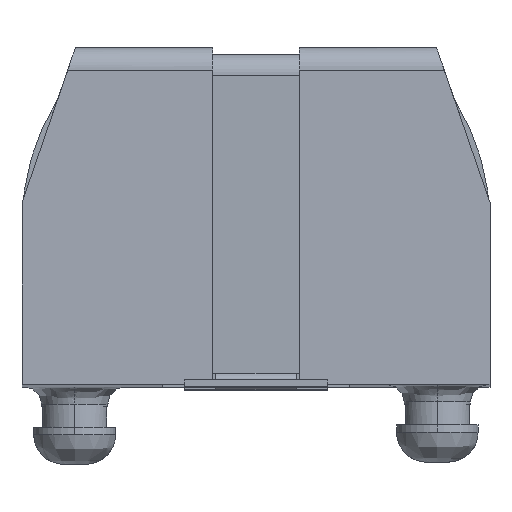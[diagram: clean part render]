
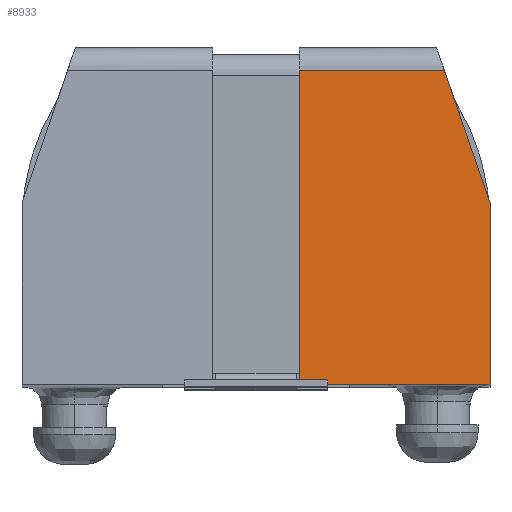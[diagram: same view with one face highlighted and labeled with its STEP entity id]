
A CAD part, top view. The second image highlights one B-rep face of the part: STEP entity #8933.
In plain terms, the highlighted planar face has unit normal (0, 0.018, 1).
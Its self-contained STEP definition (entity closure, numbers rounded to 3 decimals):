
#4341 = PLANE('',#4342);
#4342 = AXIS2_PLACEMENT_3D('',#4343,#4344,#4345);
#4343 = CARTESIAN_POINT('',(0.,0.,0.));
#4344 = DIRECTION('',(0.,1.,0.));
#4345 = DIRECTION('',(0.,-0.,1.));
#6821 = PLANE('',#6822);
#6822 = AXIS2_PLACEMENT_3D('',#6823,#6824,#6825);
#6823 = CARTESIAN_POINT('',(10.325,14.859,38.527));
#6824 = DIRECTION('',(-1.,0.,0.));
#6825 = DIRECTION('',(0.,0.,1.));
#6918 = VERTEX_POINT('',#6919);
#6919 = CARTESIAN_POINT('',(10.325,0.,38.527));
#6940 = EDGE_CURVE('',#6941,#6918,#6943,.T.);
#6941 = VERTEX_POINT('',#6942);
#6942 = CARTESIAN_POINT('',(1.905,0.,38.527));
#6943 = SURFACE_CURVE('',#6944,(#6948,#6955),.PCURVE_S1.);
#6944 = LINE('',#6945,#6946);
#6945 = CARTESIAN_POINT('',(0.,0.,38.527));
#6946 = VECTOR('',#6947,1.);
#6947 = DIRECTION('',(1.,0.,-0.));
#6948 = PCURVE('',#4341,#6949);
#6949 = DEFINITIONAL_REPRESENTATION('',(#6950),#6954);
#6950 = LINE('',#6951,#6952);
#6951 = CARTESIAN_POINT('',(38.527,0.));
#6952 = VECTOR('',#6953,1.);
#6953 = DIRECTION('',(0.,1.));
#6954 = ( GEOMETRIC_REPRESENTATION_CONTEXT(2) 
PARAMETRIC_REPRESENTATION_CONTEXT() REPRESENTATION_CONTEXT('2D SPACE',''
  ) );
#6955 = PCURVE('',#6956,#6961);
#6956 = PLANE('',#6957);
#6957 = AXIS2_PLACEMENT_3D('',#6958,#6959,#6960);
#6958 = CARTESIAN_POINT('',(114.338,0.,38.527));
#6959 = DIRECTION('',(-0.,0.017,1.));
#6960 = DIRECTION('',(0.,-1.,0.017));
#6961 = DEFINITIONAL_REPRESENTATION('',(#6962),#6966);
#6962 = LINE('',#6963,#6964);
#6963 = CARTESIAN_POINT('',(0.,-114.338));
#6964 = VECTOR('',#6965,1.);
#6965 = DIRECTION('',(0.,1.));
#6966 = ( GEOMETRIC_REPRESENTATION_CONTEXT(2) 
PARAMETRIC_REPRESENTATION_CONTEXT() REPRESENTATION_CONTEXT('2D SPACE',''
  ) );
#6984 = PLANE('',#6985);
#6985 = AXIS2_PLACEMENT_3D('',#6986,#6987,#6988);
#6986 = CARTESIAN_POINT('',(1.905,14.859,35.636));
#6987 = DIRECTION('',(1.,-0.,0.));
#6988 = DIRECTION('',(0.,0.,-1.));
#8814 = VERTEX_POINT('',#8815);
#8815 = CARTESIAN_POINT('',(10.325,8.001,38.387));
#8829 = PLANE('',#8830);
#8830 = AXIS2_PLACEMENT_3D('',#8831,#8832,#8833);
#8831 = CARTESIAN_POINT('',(13.08,0.,
    144.485));
#8832 = DIRECTION('',(-0.946,-0.326,0.));
#8833 = DIRECTION('',(0.326,-0.946,0.));
#8841 = EDGE_CURVE('',#6918,#8814,#8842,.T.);
#8842 = SURFACE_CURVE('',#8843,(#8847,#8854),.PCURVE_S1.);
#8843 = LINE('',#8844,#8845);
#8844 = CARTESIAN_POINT('',(10.325,0.,38.527));
#8845 = VECTOR('',#8846,1.);
#8846 = DIRECTION('',(0.,1.,-0.017));
#8847 = PCURVE('',#6821,#8848);
#8848 = DEFINITIONAL_REPRESENTATION('',(#8849),#8853);
#8849 = LINE('',#8850,#8851);
#8850 = CARTESIAN_POINT('',(0.,-14.859));
#8851 = VECTOR('',#8852,1.);
#8852 = DIRECTION('',(-0.017,1.));
#8853 = ( GEOMETRIC_REPRESENTATION_CONTEXT(2) 
PARAMETRIC_REPRESENTATION_CONTEXT() REPRESENTATION_CONTEXT('2D SPACE',''
  ) );
#8854 = PCURVE('',#6956,#8855);
#8855 = DEFINITIONAL_REPRESENTATION('',(#8856),#8860);
#8856 = LINE('',#8857,#8858);
#8857 = CARTESIAN_POINT('',(0.,-104.013));
#8858 = VECTOR('',#8859,1.);
#8859 = DIRECTION('',(-1.,0.));
#8860 = ( GEOMETRIC_REPRESENTATION_CONTEXT(2) 
PARAMETRIC_REPRESENTATION_CONTEXT() REPRESENTATION_CONTEXT('2D SPACE',''
  ) );
#8933 = ADVANCED_FACE('',(#8934),#6956,.T.);
#8934 = FACE_BOUND('',#8935,.T.);
#8935 = EDGE_LOOP('',(#8936,#8937,#8938,#8961,#8989));
#8936 = ORIENTED_EDGE('',*,*,#6940,.T.);
#8937 = ORIENTED_EDGE('',*,*,#8841,.T.);
#8938 = ORIENTED_EDGE('',*,*,#8939,.T.);
#8939 = EDGE_CURVE('',#8814,#8940,#8942,.T.);
#8940 = VERTEX_POINT('',#8941);
#8941 = CARTESIAN_POINT('',(8.307,13.861,38.285
    ));
#8942 = SURFACE_CURVE('',#8943,(#8947,#8954),.PCURVE_S1.);
#8943 = LINE('',#8944,#8945);
#8944 = CARTESIAN_POINT('',(10.325,8.001,38.387));
#8945 = VECTOR('',#8946,1.);
#8946 = DIRECTION('',(-0.326,0.945,-0.017
    ));
#8947 = PCURVE('',#6956,#8948);
#8948 = DEFINITIONAL_REPRESENTATION('',(#8949),#8953);
#8949 = LINE('',#8950,#8951);
#8950 = CARTESIAN_POINT('',(-8.002,-104.013));
#8951 = VECTOR('',#8952,1.);
#8952 = DIRECTION('',(-0.946,-0.326));
#8953 = ( GEOMETRIC_REPRESENTATION_CONTEXT(2) 
PARAMETRIC_REPRESENTATION_CONTEXT() REPRESENTATION_CONTEXT('2D SPACE',''
  ) );
#8954 = PCURVE('',#8829,#8955);
#8955 = DEFINITIONAL_REPRESENTATION('',(#8956),#8960);
#8956 = LINE('',#8957,#8958);
#8957 = CARTESIAN_POINT('',(-8.462,-106.097));
#8958 = VECTOR('',#8959,1.);
#8959 = DIRECTION('',(-1.,-0.017));
#8960 = ( GEOMETRIC_REPRESENTATION_CONTEXT(2) 
PARAMETRIC_REPRESENTATION_CONTEXT() REPRESENTATION_CONTEXT('2D SPACE',''
  ) );
#8961 = ORIENTED_EDGE('',*,*,#8962,.T.);
#8962 = EDGE_CURVE('',#8940,#8963,#8965,.T.);
#8963 = VERTEX_POINT('',#8964);
#8964 = CARTESIAN_POINT('',(1.905,13.861,38.285));
#8965 = SURFACE_CURVE('',#8966,(#8970,#8977),.PCURVE_S1.);
#8966 = LINE('',#8967,#8968);
#8967 = CARTESIAN_POINT('',(114.338,13.861,
    38.285));
#8968 = VECTOR('',#8969,1.);
#8969 = DIRECTION('',(-1.,-0.,-0.));
#8970 = PCURVE('',#6956,#8971);
#8971 = DEFINITIONAL_REPRESENTATION('',(#8972),#8976);
#8972 = LINE('',#8973,#8974);
#8973 = CARTESIAN_POINT('',(-13.863,0.));
#8974 = VECTOR('',#8975,1.);
#8975 = DIRECTION('',(0.,-1.));
#8976 = ( GEOMETRIC_REPRESENTATION_CONTEXT(2) 
PARAMETRIC_REPRESENTATION_CONTEXT() REPRESENTATION_CONTEXT('2D SPACE',''
  ) );
#8977 = PCURVE('',#8978,#8983);
#8978 = CYLINDRICAL_SURFACE('',#8979,1.016);
#8979 = AXIS2_PLACEMENT_3D('',#8980,#8981,#8982);
#8980 = CARTESIAN_POINT('',(0.,13.843,37.269));
#8981 = DIRECTION('',(1.,0.,0.));
#8982 = DIRECTION('',(0.,0.,-1.));
#8983 = DEFINITIONAL_REPRESENTATION('',(#8984),#8988);
#8984 = LINE('',#8985,#8986);
#8985 = CARTESIAN_POINT('',(3.124,114.338));
#8986 = VECTOR('',#8987,1.);
#8987 = DIRECTION('',(0.,-1.));
#8988 = ( GEOMETRIC_REPRESENTATION_CONTEXT(2) 
PARAMETRIC_REPRESENTATION_CONTEXT() REPRESENTATION_CONTEXT('2D SPACE',''
  ) );
#8989 = ORIENTED_EDGE('',*,*,#8990,.T.);
#8990 = EDGE_CURVE('',#8963,#6941,#8991,.T.);
#8991 = SURFACE_CURVE('',#8992,(#8996,#9003),.PCURVE_S1.);
#8992 = LINE('',#8993,#8994);
#8993 = CARTESIAN_POINT('',(1.905,0.,38.527));
#8994 = VECTOR('',#8995,1.);
#8995 = DIRECTION('',(0.,-1.,0.017));
#8996 = PCURVE('',#6956,#8997);
#8997 = DEFINITIONAL_REPRESENTATION('',(#8998),#9002);
#8998 = LINE('',#8999,#9000);
#8999 = CARTESIAN_POINT('',(0.,-112.433));
#9000 = VECTOR('',#9001,1.);
#9001 = DIRECTION('',(1.,0.));
#9002 = ( GEOMETRIC_REPRESENTATION_CONTEXT(2) 
PARAMETRIC_REPRESENTATION_CONTEXT() REPRESENTATION_CONTEXT('2D SPACE',''
  ) );
#9003 = PCURVE('',#6984,#9004);
#9004 = DEFINITIONAL_REPRESENTATION('',(#9005),#9009);
#9005 = LINE('',#9006,#9007);
#9006 = CARTESIAN_POINT('',(-2.891,-14.859));
#9007 = VECTOR('',#9008,1.);
#9008 = DIRECTION('',(-0.017,-1.));
#9009 = ( GEOMETRIC_REPRESENTATION_CONTEXT(2) 
PARAMETRIC_REPRESENTATION_CONTEXT() REPRESENTATION_CONTEXT('2D SPACE',''
  ) );
